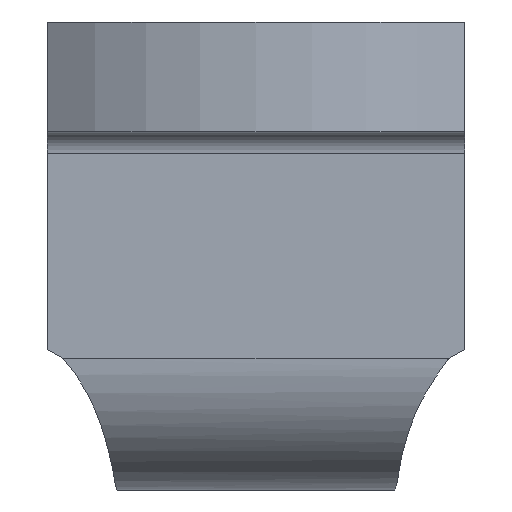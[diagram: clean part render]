
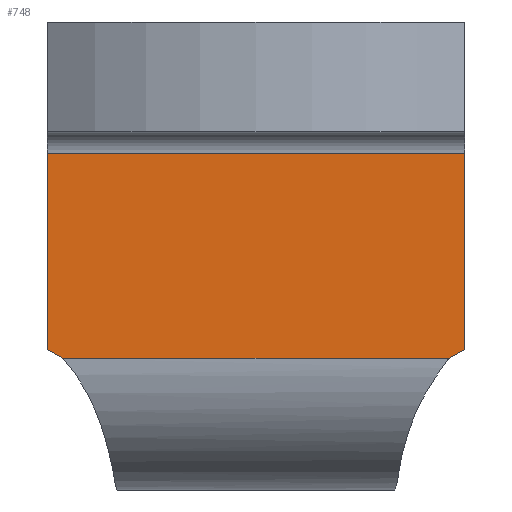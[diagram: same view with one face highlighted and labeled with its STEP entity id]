
A CAD part, left-side view. The second image highlights one B-rep face of the part: STEP entity #748.
In plain terms, the highlighted planar face has unit normal (-1, 0, 0).
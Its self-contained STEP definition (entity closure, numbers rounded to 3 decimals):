
#3 = VECTOR ( 'NONE', #687, 1000. ) ;
#23 = CARTESIAN_POINT ( 'NONE',  ( 10.374, 0., 11.498 ) ) ;
#28 = DIRECTION ( 'NONE',  ( 1., 0., 0. ) ) ;
#37 = VECTOR ( 'NONE', #165, 1000. ) ;
#80 = EDGE_CURVE ( 'NONE', #922, #902, #282, .T. ) ;
#83 = EDGE_CURVE ( 'NONE', #137, #946, #899, .T. ) ;
#90 = PLANE ( 'NONE',  #636 ) ;
#109 = CARTESIAN_POINT ( 'NONE',  ( 10.374, 9.5, -9.923 ) ) ;
#121 = CARTESIAN_POINT ( 'NONE',  ( 10.374, 8.786, -10.3 ) ) ;
#137 = VERTEX_POINT ( 'NONE', #869 ) ;
#165 = DIRECTION ( 'NONE',  ( 0., -1., 0. ) ) ;
#238 = CARTESIAN_POINT ( 'NONE',  ( 10.374, -9.5, 3.372 ) ) ;
#273 = VECTOR ( 'NONE', #768, 1000. ) ;
#282 = LINE ( 'NONE', #839, #770 ) ;
#291 = CARTESIAN_POINT ( 'NONE',  ( 10.374, 9.5, -1. ) ) ;
#298 = EDGE_CURVE ( 'NONE', #566, #137, #362, .T. ) ;
#301 = ORIENTED_EDGE ( 'NONE', *, *, #298, .F. ) ;
#328 = FACE_OUTER_BOUND ( 'NONE', #381, .T. ) ;
#338 = DIRECTION ( 'NONE',  ( 0., 0., 1. ) ) ;
#362 = LINE ( 'NONE', #238, #273 ) ;
#369 = ORIENTED_EDGE ( 'NONE', *, *, #978, .F. ) ;
#381 = EDGE_LOOP ( 'NONE', ( #369, #1026, #542, #301, #680, #563 ) ) ;
#399 = DIRECTION ( 'NONE',  ( 0., 0., -1. ) ) ;
#420 = DIRECTION ( 'NONE',  ( 0., 0., -1. ) ) ;
#448 = LINE ( 'NONE', #903, #3 ) ;
#451 = AXIS2_PLACEMENT_3D ( 'NONE', #657, #983, #420 ) ;
#520 = CARTESIAN_POINT ( 'NONE',  ( 10.374, 11.467, -14.52 ) ) ;
#526 = AXIS2_PLACEMENT_3D ( 'NONE', #520, #842, #788 ) ;
#542 = ORIENTED_EDGE ( 'NONE', *, *, #83, .F. ) ;
#555 = VERTEX_POINT ( 'NONE', #121 ) ;
#563 = ORIENTED_EDGE ( 'NONE', *, *, #80, .F. ) ;
#566 = VERTEX_POINT ( 'NONE', #676 ) ;
#636 = AXIS2_PLACEMENT_3D ( 'NONE', #23, #28, #399 ) ;
#657 = CARTESIAN_POINT ( 'NONE',  ( 10.374, -11.467, -14.52 ) ) ;
#676 = CARTESIAN_POINT ( 'NONE',  ( 10.374, -9.5, -1. ) ) ;
#680 = ORIENTED_EDGE ( 'NONE', *, *, #813, .F. ) ;
#687 = DIRECTION ( 'NONE',  ( 0., -1., 0. ) ) ;
#748 = ADVANCED_FACE ( 'NONE', ( #328 ), #90, .F. ) ;
#768 = DIRECTION ( 'NONE',  ( 0., 0., -1. ) ) ;
#770 = VECTOR ( 'NONE', #338, 1000. ) ;
#771 = CARTESIAN_POINT ( 'NONE',  ( 10.374, -8.786, -10.3 ) ) ;
#788 = DIRECTION ( 'NONE',  ( 0., 0., 1. ) ) ;
#804 = LINE ( 'NONE', #963, #37 ) ;
#813 = EDGE_CURVE ( 'NONE', #902, #566, #804, .T. ) ;
#839 = CARTESIAN_POINT ( 'NONE',  ( 10.374, 9.5, 3.372 ) ) ;
#842 = DIRECTION ( 'NONE',  ( -1., 0., 0. ) ) ;
#869 = CARTESIAN_POINT ( 'NONE',  ( 10.374, -9.5, -9.923 ) ) ;
#899 = CIRCLE ( 'NONE', #451, 5. ) ;
#902 = VERTEX_POINT ( 'NONE', #291 ) ;
#903 = CARTESIAN_POINT ( 'NONE',  ( 10.374, 0., -10.3 ) ) ;
#913 = EDGE_CURVE ( 'NONE', #555, #946, #448, .T. ) ;
#922 = VERTEX_POINT ( 'NONE', #109 ) ;
#933 = CIRCLE ( 'NONE', #526, 5. ) ;
#946 = VERTEX_POINT ( 'NONE', #771 ) ;
#963 = CARTESIAN_POINT ( 'NONE',  ( 10.374, 0., -1. ) ) ;
#978 = EDGE_CURVE ( 'NONE', #555, #922, #933, .T. ) ;
#983 = DIRECTION ( 'NONE',  ( -1., 0., 0. ) ) ;
#1026 = ORIENTED_EDGE ( 'NONE', *, *, #913, .T. ) ;
